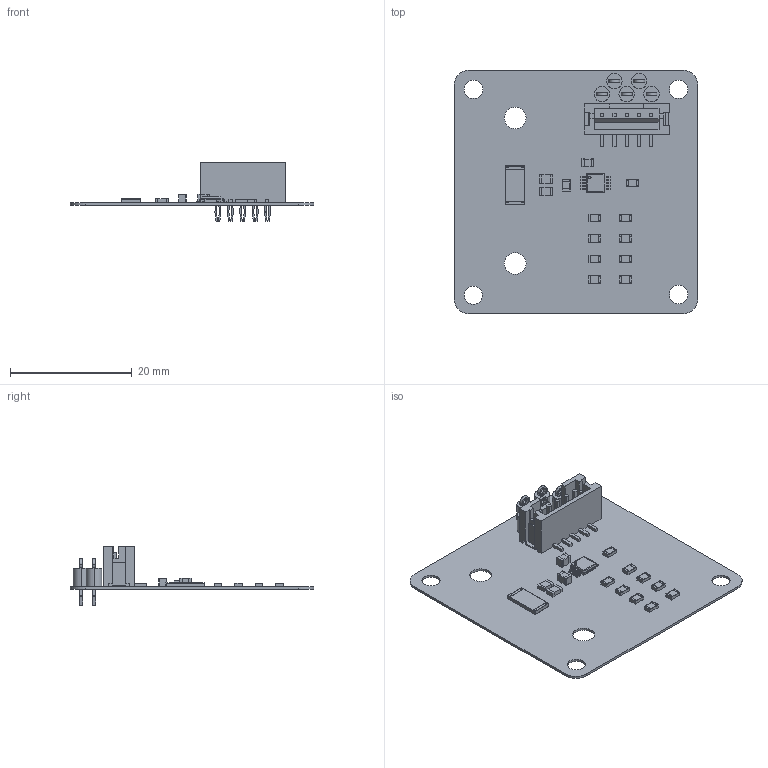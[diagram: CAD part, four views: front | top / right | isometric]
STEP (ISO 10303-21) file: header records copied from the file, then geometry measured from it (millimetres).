
FILE_DESCRIPTION(('Open CASCADE Model'),'2;1');
FILE_NAME('Open CASCADE Shape Model','2020-02-02T17:24:12',('Author'),( 'Open CASCADE'),'Open CASCADE STEP processor 6.8','Open CASCADE 6.8' ,'Unknown');
FILE_SCHEMA(('AUTOMOTIVE_DESIGN { 1 0 10303 214 1 1 1 1 }'));
Length unit declared in the file: millimetre
Products named in the file (1): PCB
Bounding box: 40 x 40 x 9.65 mm (x, y, z)
Volume: 759.6 mm3; surface area: 4456.8 mm2
Topology: 74 solids, 128 shells, 1117 faces, 3016 edges, 2078 vertices
Faces by surface type: plane 846, cylinder 247, sphere 24
Full cylindrical faces by diameter (mm): 1.02 x5, 3 x4, 3.556 x2
Entity records: 35294 total; most frequent: CARTESIAN_POINT 6260, DIRECTION 5682, ORIENTED_EDGE 5610, EDGE_CURVE 2992, LINE 2490, VECTOR 2490, VERTEX_POINT 2078, AXIS2_PLACEMENT_3D 1596
